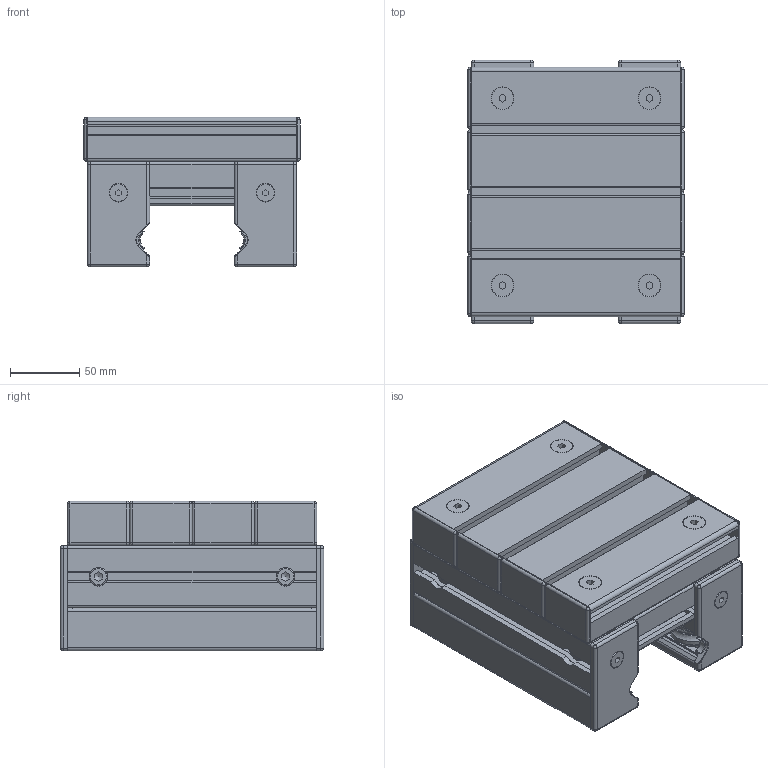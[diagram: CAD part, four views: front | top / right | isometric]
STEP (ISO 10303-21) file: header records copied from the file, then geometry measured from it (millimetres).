
FILE_DESCRIPTION(/* description */ ('Šroub DIN 7991'),/* implementation_level */ '2;1');
FILE_NAME(/* name */ '803245R.stp',/* time_stamp */ '2014-01-03T07:37:06+01:00',/* author */ ('AlutecKK'),/* organization */ (''),/* preprocessor_version */ 'ST-DEVELOPER v15.2',/* originating_system */ 'Autodesk Inventor 2014',/* authorisation */ '');
FILE_SCHEMA (('AUTOMOTIVE_DESIGN { 1 0 10303 214 3 1 1 }'));
Length unit declared in the file: millimetre
Products named in the file (23): 200845.4; 200840-1; 210825; 223245; 321309-LV; 801231-I; 801231-II; 801231-III; 801231-IV; 801231; 801232-I; 801231-32-III; 801231-32-II; 801231-32-IV; 801232; 801204; 801205; 801235; 801845-04; 803245R-01; 803245R-02; 803245-03; 803245R
Bounding box: 156 x 190 x 108 mm (x, y, z)
Volume: 1003771 mm3; surface area: 657099.3 mm2
Topology: 67 solids, 67 shells, 2526 faces, 6356 edges, 3816 vertices
Faces by surface type: plane 1280, cylinder 908, cone 158, torus 104, sphere 64, bspline 12
Full cylindrical faces by diameter (mm): 6.647 x12, 7.2 x10, 7.5 x4, 8 x18, 8.2 x4, 8.4 x12, 11.4 x4, 12 x8, 13 x10, 13.5 x10, 16 x4, 18 x8, 18.4 x8, 24 x8, 35 x8
Entity records: 36042 total; most frequent: CARTESIAN_POINT 9079, DIRECTION 5694, ORIENTED_EDGE 5316, EDGE_CURVE 2626, AXIS2_PLACEMENT_3D 2053, VERTEX_POINT 1708, LINE 1588, VECTOR 1588
